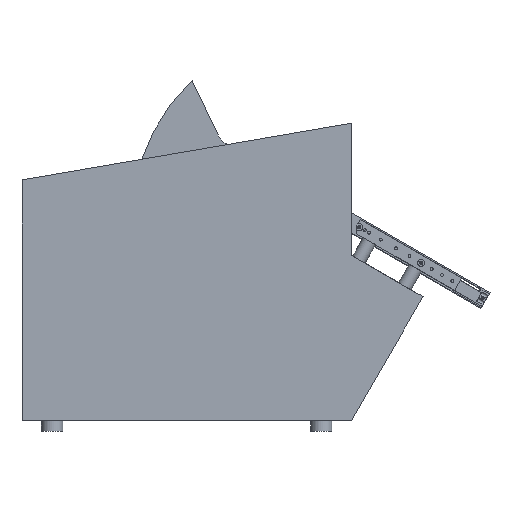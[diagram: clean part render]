
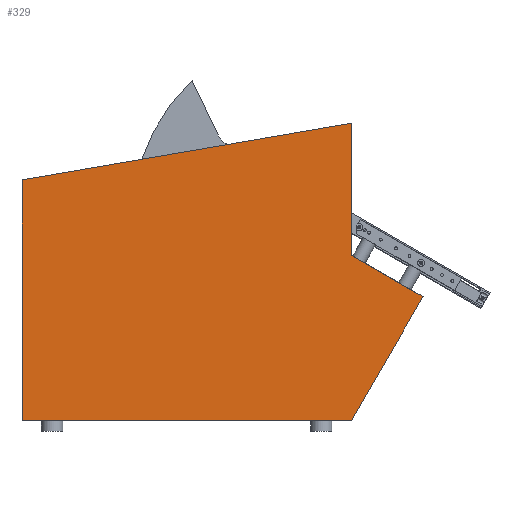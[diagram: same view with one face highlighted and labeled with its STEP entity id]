
A CAD part, left-side view. The second image highlights one B-rep face of the part: STEP entity #329.
In plain terms, the highlighted planar face has unit normal (-1, 0, 0).
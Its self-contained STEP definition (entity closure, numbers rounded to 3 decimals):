
#329 = ADVANCED_FACE( '', ( #715 ), #716, .F. );
#715 = FACE_OUTER_BOUND( '', #1320, .T. );
#716 = PLANE( '', #1321 );
#1320 = EDGE_LOOP( '', ( #2085, #2086, #2087, #2088, #2089, #2090 ) );
#1321 = AXIS2_PLACEMENT_3D( '', #2091, #2092, #2093 );
#2085 = ORIENTED_EDGE( '', *, *, #3095, .T. );
#2086 = ORIENTED_EDGE( '', *, *, #3130, .T. );
#2087 = ORIENTED_EDGE( '', *, *, #3083, .T. );
#2088 = ORIENTED_EDGE( '', *, *, #3131, .T. );
#2089 = ORIENTED_EDGE( '', *, *, #3132, .T. );
#2090 = ORIENTED_EDGE( '', *, *, #3133, .T. );
#2091 = CARTESIAN_POINT( '', ( -112.5, -101.036, 175. ) );
#2092 = DIRECTION( '', ( 1., 0., 0. ) );
#2093 = DIRECTION( '', ( 0., 1., 0. ) );
#3083 = EDGE_CURVE( '', #3753, #3754, #3755, .T. );
#3095 = EDGE_CURVE( '', #3774, #3775, #3776, .T. );
#3130 = EDGE_CURVE( '', #3775, #3753, #3835, .T. );
#3131 = EDGE_CURVE( '', #3754, #3836, #3837, .T. );
#3132 = EDGE_CURVE( '', #3836, #3838, #3839, .T. );
#3133 = EDGE_CURVE( '', #3838, #3774, #3840, .T. );
#3753 = VERTEX_POINT( '', #4819 );
#3754 = VERTEX_POINT( '', #4820 );
#3755 = LINE( '', #4821, #4822 );
#3774 = VERTEX_POINT( '', #4845 );
#3775 = VERTEX_POINT( '', #4846 );
#3776 = LINE( '', #4847, #4848 );
#3835 = LINE( '', #4928, #4929 );
#3836 = VERTEX_POINT( '', #4930 );
#3837 = LINE( '', #4931, #4932 );
#3838 = VERTEX_POINT( '', #4933 );
#3839 = LINE( '', #4934, #4935 );
#3840 = LINE( '', #4936, #4937 );
#4819 = CARTESIAN_POINT( '', ( -112.5, 0., 420. ) );
#4820 = CARTESIAN_POINT( '', ( -112.5, 465., 340. ) );
#4821 = CARTESIAN_POINT( '', ( -112.5, 0., 420. ) );
#4822 = VECTOR( '', #6207, 1000. );
#4845 = CARTESIAN_POINT( '', ( -112.5, -101.036, 175. ) );
#4846 = CARTESIAN_POINT( '', ( -112.5, 0., 233.333 ) );
#4847 = CARTESIAN_POINT( '', ( -112.5, -101.036, 175. ) );
#4848 = VECTOR( '', #6227, 1000. );
#4928 = CARTESIAN_POINT( '', ( -112.5, 0., 233.333 ) );
#4929 = VECTOR( '', #6267, 1000. );
#4930 = CARTESIAN_POINT( '', ( -112.5, 465., 0. ) );
#4931 = CARTESIAN_POINT( '', ( -112.5, 465., 0. ) );
#4932 = VECTOR( '', #6268, 1000. );
#4933 = CARTESIAN_POINT( '', ( -112.5, 0., 0. ) );
#4934 = CARTESIAN_POINT( '', ( -112.5, 0., 0. ) );
#4935 = VECTOR( '', #6269, 1000. );
#4936 = CARTESIAN_POINT( '', ( -112.5, 0., 0. ) );
#4937 = VECTOR( '', #6270, 1000. );
#6207 = DIRECTION( '', ( 0., 0.986, -0.17 ) );
#6227 = DIRECTION( '', ( 0., 0.866, 0.5 ) );
#6267 = DIRECTION( '', ( 0., 0., 1. ) );
#6268 = DIRECTION( '', ( 0., 0., -1. ) );
#6269 = DIRECTION( '', ( 0., -1., 0. ) );
#6270 = DIRECTION( '', ( 0., -0.5, 0.866 ) );
